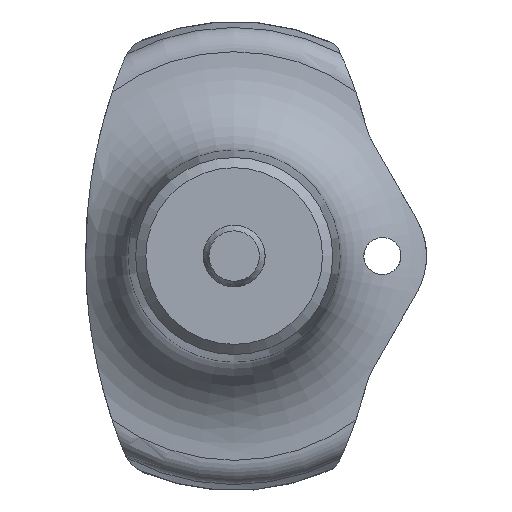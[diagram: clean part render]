
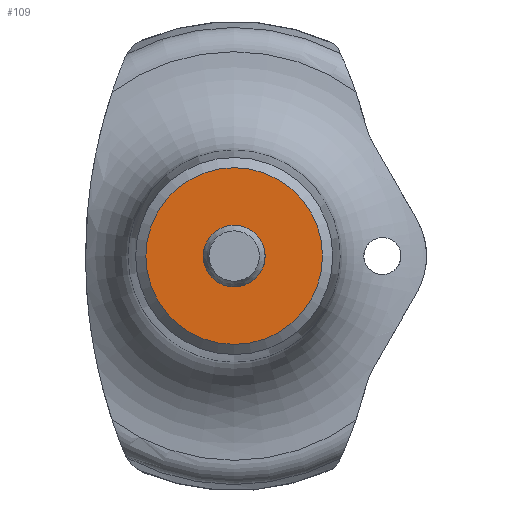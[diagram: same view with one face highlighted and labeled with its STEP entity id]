
A CAD part, front view. The second image highlights one B-rep face of the part: STEP entity #109.
In plain terms, the highlighted planar face has unit normal (0, -1, 0).
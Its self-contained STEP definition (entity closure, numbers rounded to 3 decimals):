
#109 = ADVANCED_FACE( '', ( #242, #243 ), #244, .T. );
#242 = FACE_OUTER_BOUND( '', #425, .T. );
#243 = FACE_BOUND( '', #426, .T. );
#244 = PLANE( '', #427 );
#425 = EDGE_LOOP( '', ( #669 ) );
#426 = EDGE_LOOP( '', ( #670 ) );
#427 = AXIS2_PLACEMENT_3D( '', #671, #672, #673 );
#669 = ORIENTED_EDGE( '', *, *, #858, .T. );
#670 = ORIENTED_EDGE( '', *, *, #894, .F. );
#671 = CARTESIAN_POINT( '', ( 2.5, 0., 0. ) );
#672 = DIRECTION( '', ( 0., -1., 0. ) );
#673 = DIRECTION( '', ( 0., 0., -1. ) );
#858 = EDGE_CURVE( '', #1023, #1023, #1024, .T. );
#894 = EDGE_CURVE( '', #1070, #1070, #1071, .T. );
#1023 = VERTEX_POINT( '', #1485 );
#1024 = CIRCLE( '', #1486, 7.15 );
#1070 = VERTEX_POINT( '', #1624 );
#1071 = CIRCLE( '', #1625, 2.5 );
#1485 = CARTESIAN_POINT( '', ( 0., 0., -7.15 ) );
#1486 = AXIS2_PLACEMENT_3D( '', #1807, #1808, #1809 );
#1624 = CARTESIAN_POINT( '', ( 0., 0., -2.5 ) );
#1625 = AXIS2_PLACEMENT_3D( '', #1834, #1835, #1836 );
#1807 = CARTESIAN_POINT( '', ( 0., 0., 0. ) );
#1808 = DIRECTION( '', ( 0., -1., 0. ) );
#1809 = DIRECTION( '', ( 0., 0., -1. ) );
#1834 = CARTESIAN_POINT( '', ( 0., 0., 0. ) );
#1835 = DIRECTION( '', ( 0., -1., 0. ) );
#1836 = DIRECTION( '', ( 0., 0., -1. ) );
